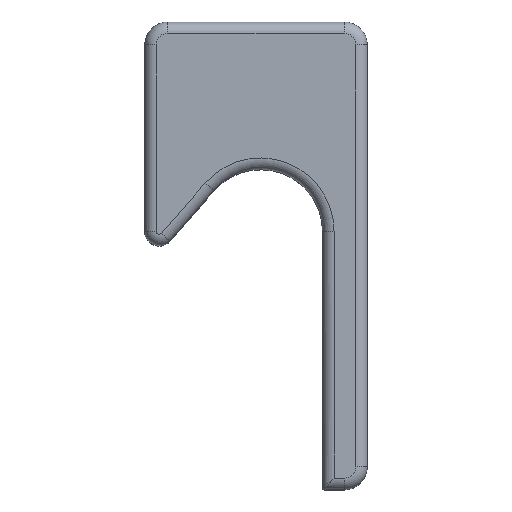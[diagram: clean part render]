
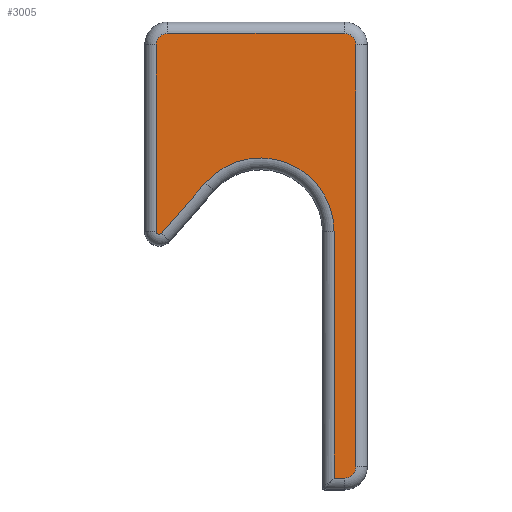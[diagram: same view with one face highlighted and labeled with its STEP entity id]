
A CAD part, top view. The second image highlights one B-rep face of the part: STEP entity #3005.
In plain terms, the highlighted planar face has unit normal (0, 0, 1).
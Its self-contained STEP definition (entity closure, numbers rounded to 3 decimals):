
#175=PLANE('',#3294);
#296=CIRCLE('',#3295,2.);
#297=CIRCLE('',#3296,2.);
#298=CIRCLE('',#3297,0.5);
#299=CIRCLE('',#3298,12.8);
#300=CIRCLE('',#3299,2.);
#880=ORIENTED_EDGE('',*,*,#1537,.T.);
#881=ORIENTED_EDGE('',*,*,#1538,.T.);
#882=ORIENTED_EDGE('',*,*,#1539,.T.);
#883=ORIENTED_EDGE('',*,*,#1540,.T.);
#884=ORIENTED_EDGE('',*,*,#1541,.T.);
#885=ORIENTED_EDGE('',*,*,#1542,.T.);
#886=ORIENTED_EDGE('',*,*,#1543,.T.);
#887=ORIENTED_EDGE('',*,*,#1544,.T.);
#888=ORIENTED_EDGE('',*,*,#1545,.T.);
#889=ORIENTED_EDGE('',*,*,#1546,.T.);
#890=ORIENTED_EDGE('',*,*,#1547,.T.);
#1537=EDGE_CURVE('',#1903,#1904,#296,.T.);
#1538=EDGE_CURVE('',#1904,#1905,#2164,.T.);
#1539=EDGE_CURVE('',#1905,#1906,#297,.T.);
#1540=EDGE_CURVE('',#1906,#1907,#2165,.T.);
#1541=EDGE_CURVE('',#1907,#1908,#298,.T.);
#1542=EDGE_CURVE('',#1908,#1909,#2166,.T.);
#1543=EDGE_CURVE('',#1909,#1910,#299,.F.);
#1544=EDGE_CURVE('',#1910,#1911,#2167,.T.);
#1545=EDGE_CURVE('',#1911,#1912,#2168,.T.);
#1546=EDGE_CURVE('',#1912,#1913,#300,.T.);
#1547=EDGE_CURVE('',#1913,#1903,#2169,.T.);
#1903=VERTEX_POINT('',#5140);
#1904=VERTEX_POINT('',#5141);
#1905=VERTEX_POINT('',#5143);
#1906=VERTEX_POINT('',#5145);
#1907=VERTEX_POINT('',#5147);
#1908=VERTEX_POINT('',#5149);
#1909=VERTEX_POINT('',#5151);
#1910=VERTEX_POINT('',#5153);
#1911=VERTEX_POINT('',#5155);
#1912=VERTEX_POINT('',#5157);
#1913=VERTEX_POINT('',#5159);
#2164=LINE('',#5142,#2396);
#2165=LINE('',#5146,#2397);
#2166=LINE('',#5150,#2398);
#2167=LINE('',#5154,#2399);
#2168=LINE('',#5156,#2400);
#2169=LINE('',#5160,#2401);
#2396=VECTOR('',#3960,1000.);
#2397=VECTOR('',#3963,1000.);
#2398=VECTOR('',#3966,1000.);
#2399=VECTOR('',#3969,1000.);
#2400=VECTOR('',#3970,1000.);
#2401=VECTOR('',#3973,1000.);
#2586=EDGE_LOOP('',(#880,#881,#882,#883,#884,#885,#886,#887,#888,#889,#890));
#2766=FACE_BOUND('',#2586,.T.);
#3005=ADVANCED_FACE('',(#2766),#175,.T.);
#3294=AXIS2_PLACEMENT_3D('',#5138,#3956,#3957);
#3295=AXIS2_PLACEMENT_3D('',#5139,#3958,#3959);
#3296=AXIS2_PLACEMENT_3D('',#5144,#3961,#3962);
#3297=AXIS2_PLACEMENT_3D('',#5148,#3964,#3965);
#3298=AXIS2_PLACEMENT_3D('',#5152,#3967,#3968);
#3299=AXIS2_PLACEMENT_3D('',#5158,#3971,#3972);
#3956=DIRECTION('',(0.,0.,1.));
#3957=DIRECTION('',(1.,0.,0.));
#3958=DIRECTION('',(0.,0.,1.));
#3959=DIRECTION('',(1.,0.,0.));
#3960=DIRECTION('',(-1.,0.,0.));
#3961=DIRECTION('',(0.,0.,1.));
#3962=DIRECTION('',(1.,0.,0.));
#3963=DIRECTION('',(0.,-1.,0.));
#3964=DIRECTION('',(0.,0.,1.));
#3965=DIRECTION('',(1.,0.,0.));
#3966=DIRECTION('',(0.66,0.751,0.));
#3967=DIRECTION('',(0.,0.,1.));
#3968=DIRECTION('',(1.,0.,0.));
#3969=DIRECTION('',(0.,-1.,0.));
#3970=DIRECTION('',(1.,0.,0.));
#3971=DIRECTION('',(0.,0.,1.));
#3972=DIRECTION('',(1.,0.,0.));
#3973=DIRECTION('',(0.,1.,0.));
#5138=CARTESIAN_POINT('',(-15.4,77.5,4.));
#5139=CARTESIAN_POINT('',(15.4,77.5,4.));
#5140=CARTESIAN_POINT('',(17.4,77.5,4.));
#5141=CARTESIAN_POINT('',(15.4,79.5,4.));
#5142=CARTESIAN_POINT('',(-15.4,79.5,4.));
#5143=CARTESIAN_POINT('',(-15.4,79.5,4.));
#5144=CARTESIAN_POINT('',(-15.4,77.5,4.));
#5145=CARTESIAN_POINT('',(-17.4,77.5,4.));
#5146=CARTESIAN_POINT('',(-17.4,45.,4.));
#5147=CARTESIAN_POINT('',(-17.4,45.,4.));
#5148=CARTESIAN_POINT('',(-16.9,45.,4.));
#5149=CARTESIAN_POINT('',(-16.524,44.67,4.));
#5150=CARTESIAN_POINT('',(-8.818,53.446,4.));
#5151=CARTESIAN_POINT('',(-8.818,53.446,4.));
#5152=CARTESIAN_POINT('',(0.8,45.,4.));
#5153=CARTESIAN_POINT('',(13.6,45.,4.));
#5154=CARTESIAN_POINT('',(13.6,0.3,4.));
#5155=CARTESIAN_POINT('',(13.6,2.,4.));
#5156=CARTESIAN_POINT('',(15.4,2.,4.));
#5157=CARTESIAN_POINT('',(15.4,2.,4.));
#5158=CARTESIAN_POINT('',(15.4,4.,4.));
#5159=CARTESIAN_POINT('',(17.4,4.,4.));
#5160=CARTESIAN_POINT('',(17.4,77.5,4.));
